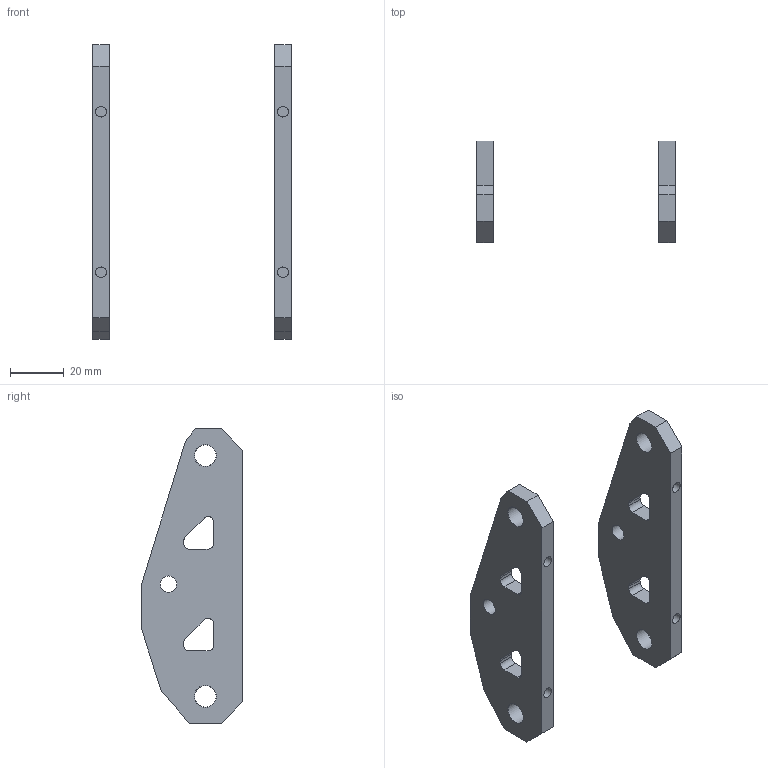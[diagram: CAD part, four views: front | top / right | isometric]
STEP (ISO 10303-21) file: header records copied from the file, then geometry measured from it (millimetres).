
FILE_DESCRIPTION(/* description */ (''),/* implementation_level */ '2;1');
FILE_NAME(/* name */ 'Toolhub feste.stp',/* time_stamp */ '2025-08-07T17:54:03+02:00',/* author */ ('roone'),/* organization */ (''),/* preprocessor_version */ 'ST-DEVELOPER v20',/* originating_system */ 'Autodesk Inventor 2025',/* authorisation */ '');
FILE_SCHEMA (('AUTOMOTIVE_DESIGN { 1 0 10303 214 3 1 1 }'));
Length unit declared in the file: millimetre
Products named in the file (1): ThickerToolhub2xprettier
Bounding box: 74 x 38 x 110 mm (x, y, z)
Volume: 35670.1 mm3; surface area: 17419.3 mm2
Topology: 2 solids, 2 shells, 74 faces, 200 edges, 137 vertices
Faces by surface type: plane 46, cylinder 26, torus 2
Full cylindrical faces by diameter (mm): 4 x4, 6.2 x2, 8 x4
Entity records: 2428 total; most frequent: CARTESIAN_POINT 410, DIRECTION 406, ORIENTED_EDGE 396, EDGE_CURVE 198, LINE 140, VECTOR 140, AXIS2_PLACEMENT_3D 133, VERTEX_POINT 132
